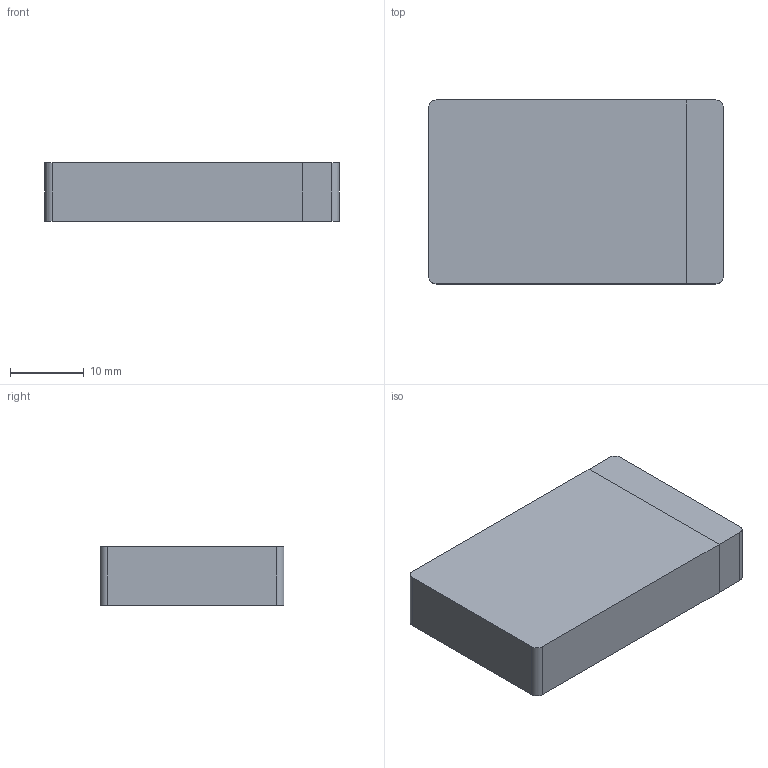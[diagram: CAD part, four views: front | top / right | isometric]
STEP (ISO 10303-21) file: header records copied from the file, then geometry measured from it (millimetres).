
FILE_DESCRIPTION (( 'STEP AP214' ), '1' );
FILE_NAME ('2.800mAh bat.STEP', '2021-11-08T05:44:50', ( '' ), ( '' ), 'SwSTEP 2.0', 'SolidWorks 2019', '' );
FILE_SCHEMA (( 'AUTOMOTIVE_DESIGN' ));
Length unit declared in the file: millimetre
Products named in the file (3): 11; 2.800mAh bat; 22
Assembly tree (2 placements, depth 2):
  2.800mAh bat
    11
    22
Bounding box: 40 x 25 x 8 mm (x, y, z)
Volume: 7993.1 mm3; surface area: 3424.5 mm2
Topology: 2 solids, 2 shells, 16 faces, 36 edges, 24 vertices
Faces by surface type: plane 12, cylinder 4
Entity records: 734 total; most frequent: DIRECTION 86, CARTESIAN_POINT 81, ORIENTED_EDGE 72, EDGE_CURVE 36, AXIS2_PLACEMENT_3D 29, VECTOR 28, LINE 28, VERTEX_POINT 24
